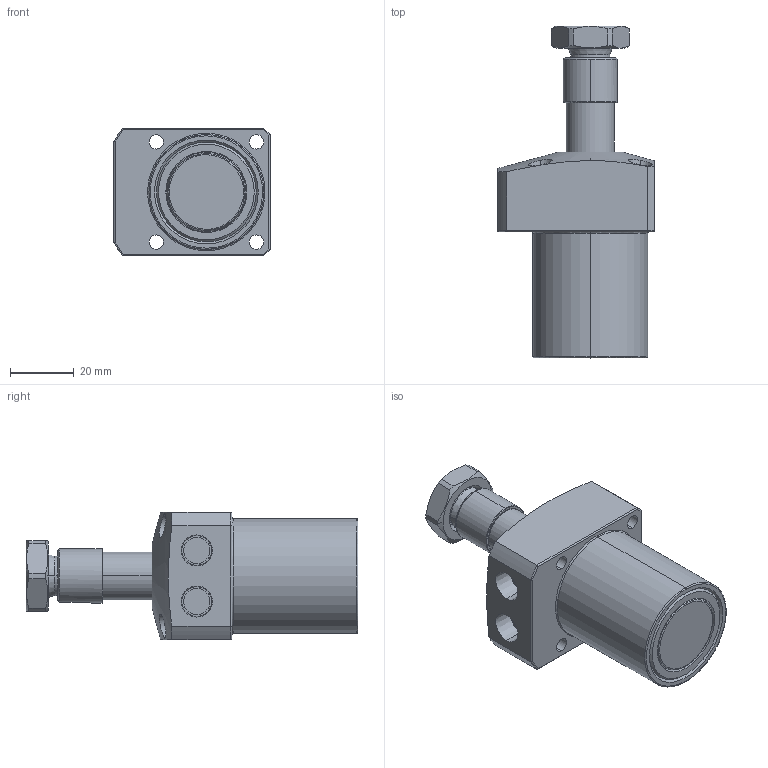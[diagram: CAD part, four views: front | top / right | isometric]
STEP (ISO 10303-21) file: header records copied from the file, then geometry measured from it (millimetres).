
FILE_DESCRIPTION (( 'STEP AP203' ), '1' );
FILE_NAME ('LHA0360-SL_R01.STEP', '2019-09-24T02:14:38', ( '微软用户' ), ( '微软中国' ), 'SwSTEP 2.0', 'SolidWorks 2012', '' );
FILE_SCHEMA (( 'CONFIG_CONTROL_DESIGN' ));
Length unit declared in the file: millimetre
Products named in the file (6): LHA0360-SL_R01; LHA0360-簸忣諍匏_; LHA0360-ů_; LHA0360-楓羔_蹬怮椔); LHA0360-咂衝椳紕_蹬怮椔); LHA0360-槭暌滀S(蹬怮椔)
Assembly tree (5 placements, depth 2):
  LHA0360-SL_R01
    LHA0360-槭暌滀S(蹬怮椔)
    LHA0360-咂衝椳紕_蹬怮椔)
    LHA0360-楓羔_蹬怮椔)
    LHA0360-ů_
    LHA0360-簸忣諍匏_
Bounding box: 49 x 104 x 40 mm (x, y, z)
Volume: 90397.8 mm3; surface area: 20774.4 mm2
Topology: 5 solids, 5 shells, 179 faces, 436 edges, 278 vertices
Faces by surface type: cylinder 65, plane 57, cone 37, bspline 20
Entity records: 6822 total; most frequent: CARTESIAN_POINT 2089, ORIENTED_EDGE 866, DIRECTION 862, EDGE_CURVE 433, AXIS2_PLACEMENT_3D 352, VERTEX_POINT 278, EDGE_LOOP 203, CIRCLE 185
